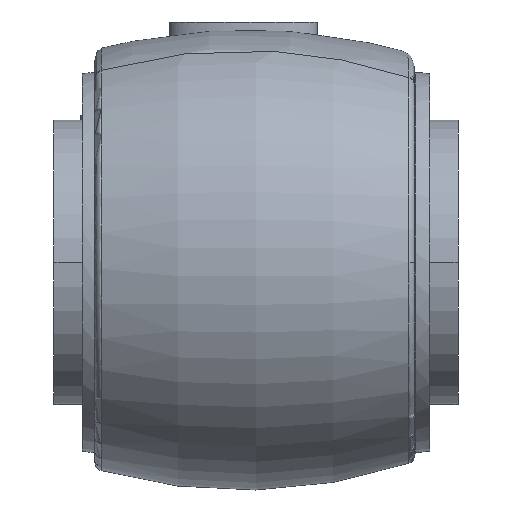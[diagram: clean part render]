
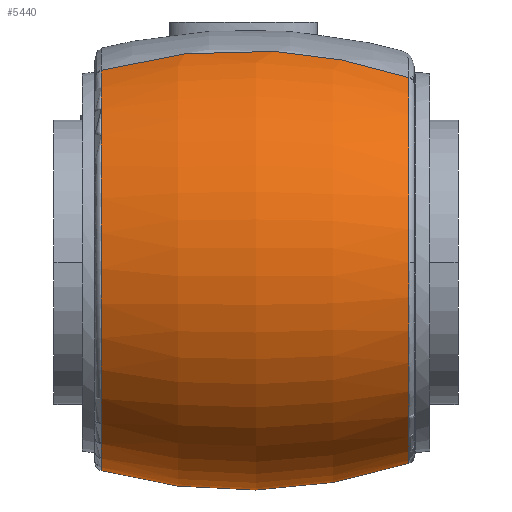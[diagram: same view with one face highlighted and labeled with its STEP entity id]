
A CAD part, left-side view. The second image highlights one B-rep face of the part: STEP entity #5440.
In plain terms, the highlighted toroidal (fillet/blend) face has major radius 105 mm and minor radius 185 mm.
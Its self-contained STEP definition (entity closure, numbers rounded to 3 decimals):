
#168 = CARTESIAN_POINT ( 'NONE',  ( -3.796, -31.099, 927.027 ) ) ;
#185 = VERTEX_POINT ( 'NONE', #3678 ) ;
#369 = ORIENTED_EDGE ( 'NONE', *, *, #7271, .F. ) ;
#448 = CARTESIAN_POINT ( 'NONE',  ( -2.597, -58.229, 919.98 ) ) ;
#457 = EDGE_CURVE ( 'NONE', #737, #3579, #7681, .T. ) ;
#461 = CARTESIAN_POINT ( 'NONE',  ( 25., 49.93, 781.865 ) ) ;
#694 = AXIS2_PLACEMENT_3D ( 'NONE', #3617, #8582, #4334 ) ;
#717 = EDGE_CURVE ( 'NONE', #5016, #4423, #7600, .T. ) ;
#737 = VERTEX_POINT ( 'NONE', #8983 ) ;
#901 = CARTESIAN_POINT ( 'NONE',  ( -2.845, -54.081, 921.369 ) ) ;
#961 = ORIENTED_EDGE ( 'NONE', *, *, #3053, .T. ) ;
#1068 = CARTESIAN_POINT ( 'NONE',  ( -3.047, 49.93, 922.543 ) ) ;
#1296 = CARTESIAN_POINT ( 'NONE',  ( 25., 49.93, 855. ) ) ;
#1325 = CIRCLE ( 'NONE', #5976, 185. ) ;
#1332 = FACE_OUTER_BOUND ( 'NONE', #8399, .T. ) ;
#1361 = CARTESIAN_POINT ( 'NONE',  ( -3.631, 49.93, 922.297 ) ) ;
#1414 = CARTESIAN_POINT ( 'NONE',  ( 25., -58.229, 855. ) ) ;
#1588 = CARTESIAN_POINT ( 'NONE',  ( -3.223, 46.316, 923.567 ) ) ;
#1686 = CARTESIAN_POINT ( 'NONE',  ( -3.122, -58.229, 919.754 ) ) ;
#1833 = CARTESIAN_POINT ( 'NONE',  ( -3.047, 49.93, 922.543 ) ) ;
#1837 = CARTESIAN_POINT ( 'NONE',  ( 25., 0., 960. ) ) ;
#1959 = AXIS2_PLACEMENT_3D ( 'NONE', #1414, #6370, #2133 ) ;
#2006 = DIRECTION ( 'NONE',  ( 0., 0., -1. ) ) ;
#2133 = DIRECTION ( 'NONE',  ( -1., 0., 0. ) ) ;
#2254 = CIRCLE ( 'NONE', #1959, 70.597 ) ;
#2385 = ORIENTED_EDGE ( 'NONE', *, *, #457, .T. ) ;
#2432 = ORIENTED_EDGE ( 'NONE', *, *, #717, .T. ) ;
#2578 = CARTESIAN_POINT ( 'NONE',  ( -3.242, 49.93, 922.462 ) ) ;
#2584 = DIRECTION ( 'NONE',  ( 0., 0., -1. ) ) ;
#2607 = CARTESIAN_POINT ( 'NONE',  ( -3.437, 49.93, 922.38 ) ) ;
#2865 = EDGE_CURVE ( 'NONE', #4423, #3323, #4053, .T. ) ;
#2933 = ORIENTED_EDGE ( 'NONE', *, *, #6598, .F. ) ;
#3047 = CARTESIAN_POINT ( 'NONE',  ( -3.559, 38.32, 925.57 ) ) ;
#3053 = EDGE_CURVE ( 'NONE', #185, #737, #3819, .T. ) ;
#3323 = VERTEX_POINT ( 'NONE', #461 ) ;
#3579 = VERTEX_POINT ( 'NONE', #448 ) ;
#3617 = CARTESIAN_POINT ( 'NONE',  ( 25., -58.229, 855. ) ) ;
#3678 = CARTESIAN_POINT ( 'NONE',  ( -45.597, -58.229, 855. ) ) ;
#3733 = CARTESIAN_POINT ( 'NONE',  ( -4.149, 12.023, 929.267 ) ) ;
#3796 = EDGE_CURVE ( 'NONE', #4653, #185, #2254, .T. ) ;
#3819 = CIRCLE ( 'NONE', #694, 70.597 ) ;
#3946 = CARTESIAN_POINT ( 'NONE',  ( 25., 0., 855. ) ) ;
#4053 = CIRCLE ( 'NONE', #8502, 73.135 ) ;
#4212 = B_SPLINE_CURVE_WITH_KNOTS ( 'NONE', 3,
 ( #6545, #1588, #3047, #7955, #3733, #8701, #4456, #168, #5157, #901, #5866 ),
 .UNSPECIFIED., .F., .F.,
 ( 4, 1, 1, 1, 1, 1, 1, 1, 4 ),
 ( 0.02, 0.125, 0.25, 0.375, 0.5, 0.625, 0.75, 0.875, 0.984 ),
 .UNSPECIFIED. ) ;
#4334 = DIRECTION ( 'NONE',  ( -1., 0., 0. ) ) ;
#4423 = VERTEX_POINT ( 'NONE', #1361 ) ;
#4456 = CARTESIAN_POINT ( 'NONE',  ( -4.098, -16.481, 928.937 ) ) ;
#4653 = VERTEX_POINT ( 'NONE', #5024 ) ;
#5016 = VERTEX_POINT ( 'NONE', #1068 ) ;
#5024 = CARTESIAN_POINT ( 'NONE',  ( 25., -58.229, 784.403 ) ) ;
#5104 = TOROIDAL_SURFACE ( 'NONE', #7894, -105., 185. ) ;
#5157 = CARTESIAN_POINT ( 'NONE',  ( -3.305, -45.087, 924.028 ) ) ;
#5373 = ORIENTED_EDGE ( 'NONE', *, *, #3796, .T. ) ;
#5440 = ADVANCED_FACE ( 'NONE', ( #1332 ), #5104, .T. ) ;
#5866 = CARTESIAN_POINT ( 'NONE',  ( -2.597, -58.229, 919.98 ) ) ;
#5935 = CARTESIAN_POINT ( 'NONE',  ( -2.773, -58.229, 919.905 ) ) ;
#5976 = AXIS2_PLACEMENT_3D ( 'NONE', #1837, #6800, #2584 ) ;
#6077 = DIRECTION ( 'NONE',  ( 0., 0., 1. ) ) ;
#6247 = DIRECTION ( 'NONE',  ( 0., -1., 0. ) ) ;
#6370 = DIRECTION ( 'NONE',  ( 0., 1., 0. ) ) ;
#6545 = CARTESIAN_POINT ( 'NONE',  ( -3.047, 49.93, 922.543 ) ) ;
#6598 = EDGE_CURVE ( 'NONE', #5016, #3579, #4212, .T. ) ;
#6651 = CARTESIAN_POINT ( 'NONE',  ( -2.597, -58.229, 919.98 ) ) ;
#6800 = DIRECTION ( 'NONE',  ( 1., 0., 0. ) ) ;
#7271 = EDGE_CURVE ( 'NONE', #4653, #3323, #1325, .T. ) ;
#7511 = CARTESIAN_POINT ( 'NONE',  ( -3.631, 49.93, 922.297 ) ) ;
#7600 = B_SPLINE_CURVE_WITH_KNOTS ( 'NONE', 3,
 ( #1833, #2578, #2607, #7511 ),
 .UNSPECIFIED., .F., .F.,
 ( 4, 4 ),
 ( 0., 0.001 ),
 .UNSPECIFIED. ) ;
#7681 = B_SPLINE_CURVE_WITH_KNOTS ( 'NONE', 3,
 ( #1686, #7926, #5935, #6651 ),
 .UNSPECIFIED., .F., .F.,
 ( 4, 4 ),
 ( 0., 0.001 ),
 .UNSPECIFIED. ) ;
#7894 = AXIS2_PLACEMENT_3D ( 'NONE', #3946, #8914, #6077 ) ;
#7926 = CARTESIAN_POINT ( 'NONE',  ( -2.948, -58.229, 919.83 ) ) ;
#7955 = CARTESIAN_POINT ( 'NONE',  ( -3.925, 25.703, 927.842 ) ) ;
#8399 = EDGE_LOOP ( 'NONE', ( #369, #5373, #961, #2385, #2933, #2432, #8511 ) ) ;
#8502 = AXIS2_PLACEMENT_3D ( 'NONE', #1296, #6247, #2006 ) ;
#8511 = ORIENTED_EDGE ( 'NONE', *, *, #2865, .T. ) ;
#8582 = DIRECTION ( 'NONE',  ( 0., 1., 0. ) ) ;
#8701 = CARTESIAN_POINT ( 'NONE',  ( -4.209, -2.039, 929.662 ) ) ;
#8914 = DIRECTION ( 'NONE',  ( 0., 1., 0. ) ) ;
#8983 = CARTESIAN_POINT ( 'NONE',  ( -3.122, -58.229, 919.754 ) ) ;
